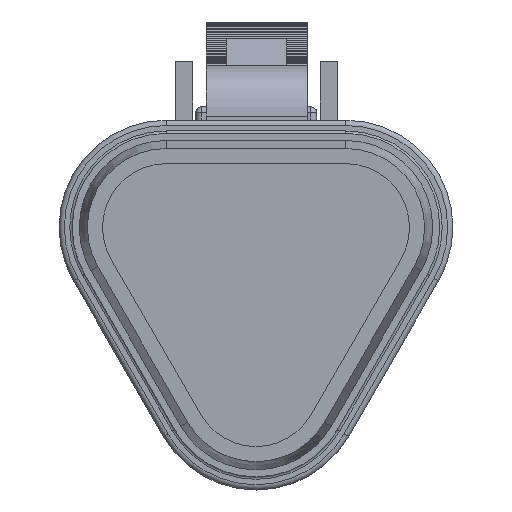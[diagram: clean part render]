
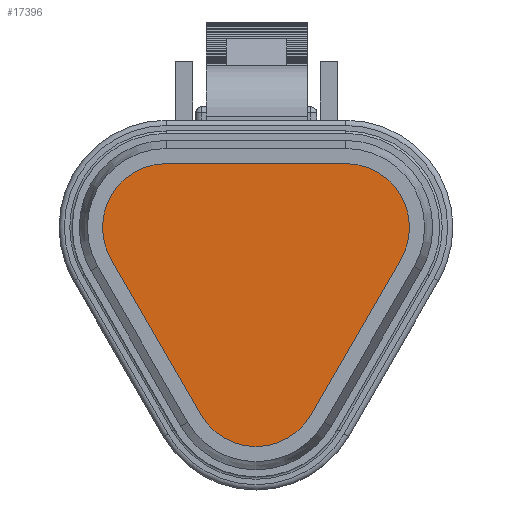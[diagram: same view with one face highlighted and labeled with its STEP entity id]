
A CAD part, front view. The second image highlights one B-rep face of the part: STEP entity #17396.
In plain terms, the highlighted planar face has unit normal (0, -1, 0).
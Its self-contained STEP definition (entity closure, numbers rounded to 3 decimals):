
#2422=CARTESIAN_POINT('',(4.417,0.,2.583));
#2423=DIRECTION('',(0.,1.,0.));
#2424=DIRECTION('',(0.,0.,1.));
#2425=AXIS2_PLACEMENT_3D('',#2422,#2423,#2424);
#2427=DIRECTION('',(-0.5,0.,-0.866));
#2428=VECTOR('',#2427,8.891);
#2429=CARTESIAN_POINT('',(7.145,0.,1.008));
#2430=LINE('',#2429,#2428);
#2431=CARTESIAN_POINT('',(-0.028,0.,-5.117));
#2432=DIRECTION('',(0.,1.,0.));
#2433=DIRECTION('',(0.866,0.,-0.5));
#2434=AXIS2_PLACEMENT_3D('',#2431,#2432,#2433);
#2436=DIRECTION('',(-0.5,0.,0.866));
#2437=VECTOR('',#2436,8.891);
#2438=CARTESIAN_POINT('',(-2.756,0.,-6.692));
#2439=LINE('',#2438,#2437);
#2440=CARTESIAN_POINT('',(-4.474,0.,2.583));
#2441=DIRECTION('',(0.,1.,0.));
#2442=DIRECTION('',(-0.866,0.,-0.5));
#2443=AXIS2_PLACEMENT_3D('',#2440,#2441,#2442);
#2445=DIRECTION('',(1.,0.,0.));
#2446=VECTOR('',#2445,8.891);
#2447=CARTESIAN_POINT('',(-4.474,0.,5.733));
#2448=LINE('',#2447,#2446);
#12344=CARTESIAN_POINT('',(-2.756,0.,-6.692));
#12345=CARTESIAN_POINT('',(-7.202,0.,1.008));
#12346=VERTEX_POINT('',#12344);
#12347=VERTEX_POINT('',#12345);
#12348=CARTESIAN_POINT('',(-4.474,0.,5.733));
#12349=VERTEX_POINT('',#12348);
#12350=CARTESIAN_POINT('',(4.417,0.,5.733));
#12351=VERTEX_POINT('',#12350);
#12352=CARTESIAN_POINT('',(7.145,0.,1.008));
#12353=VERTEX_POINT('',#12352);
#12354=CARTESIAN_POINT('',(2.7,0.,-6.692));
#12355=VERTEX_POINT('',#12354);
#17378=CARTESIAN_POINT('',(0.,0.,0.));
#17379=DIRECTION('',(0.,1.,0.));
#17380=DIRECTION('',(1.,0.,0.));
#17381=AXIS2_PLACEMENT_3D('',#17378,#17379,#17380);
#17382=PLANE('',#17381);
#17384=ORIENTED_EDGE('',*,*,#17383,.T.);
#17386=ORIENTED_EDGE('',*,*,#17385,.T.);
#17387=ORIENTED_EDGE('',*,*,#17368,.T.);
#17389=ORIENTED_EDGE('',*,*,#17388,.T.);
#17391=ORIENTED_EDGE('',*,*,#17390,.T.);
#17393=ORIENTED_EDGE('',*,*,#17392,.T.);
#17394=EDGE_LOOP('',(#17384,#17386,#17387,#17389,#17391,#17393));
#17395=FACE_OUTER_BOUND('',#17394,.F.);
#17396=ADVANCED_FACE('',(#17395),#17382,.F.);
#2426=CIRCLE('',#2425,3.15);
#2435=CIRCLE('',#2434,3.15);
#2444=CIRCLE('',#2443,3.15);
#17368=EDGE_CURVE('',#12355,#12346,#2435,.T.);
#17383=EDGE_CURVE('',#12351,#12353,#2426,.T.);
#17385=EDGE_CURVE('',#12353,#12355,#2430,.T.);
#17388=EDGE_CURVE('',#12346,#12347,#2439,.T.);
#17390=EDGE_CURVE('',#12347,#12349,#2444,.T.);
#17392=EDGE_CURVE('',#12349,#12351,#2448,.T.);
